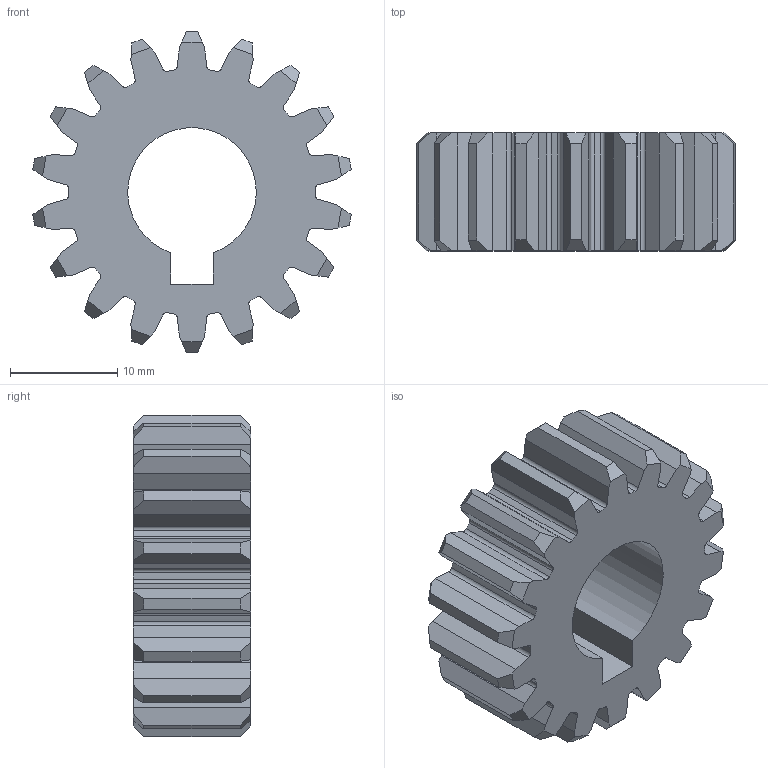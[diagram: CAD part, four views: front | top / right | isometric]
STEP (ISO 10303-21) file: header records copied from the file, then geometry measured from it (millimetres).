
FILE_DESCRIPTION((''),'2;1');
FILE_NAME('PIGNON_ROBOT','2024-06-05T08:11:26',('jpr'),(''),'CREO PARAMETRIC BY PTC INC, 2023134','CREO PARAMETRIC BY PTC INC, 2023134','');
FILE_SCHEMA(('CONFIG_CONTROL_DESIGN'));
Length unit declared in the file: millimetre
Products named in the file (1): PIGNON_ROBOT
Bounding box: 29.71 x 11 x 29.98 mm (x, y, z)
Volume: 4716.8 mm3; surface area: 3166.8 mm2
Topology: 1 solids, 1 shells, 186 faces, 552 edges, 368 vertices
Faces by surface type: plane 131, cylinder 55
Entity records: 6248 total; most frequent: CARTESIAN_POINT 1106, ORIENTED_EDGE 1104, DIRECTION 1034, EDGE_CURVE 552, VECTOR 442, LINE 442, VERTEX_POINT 368, AXIS2_PLACEMENT_3D 296
